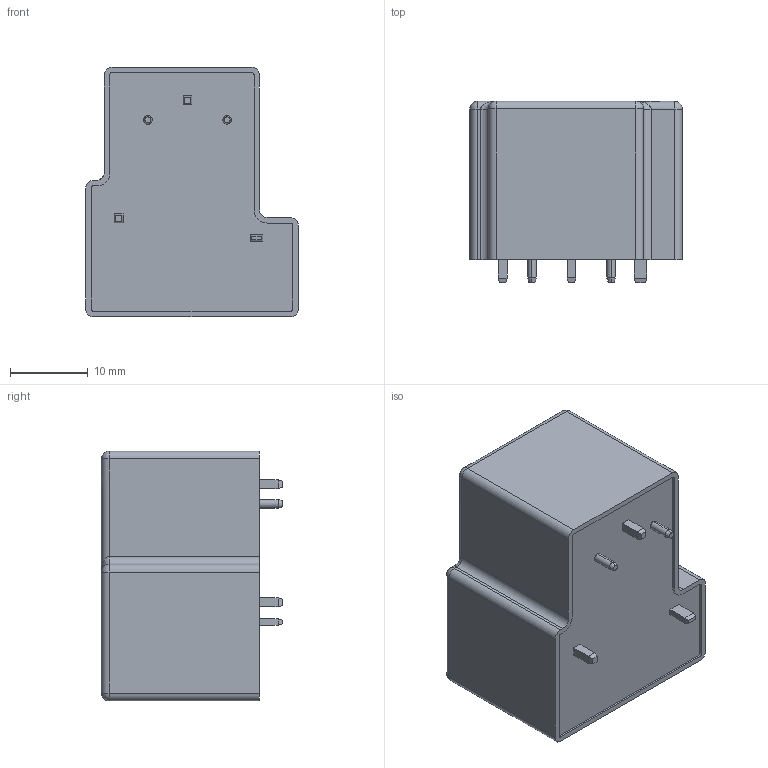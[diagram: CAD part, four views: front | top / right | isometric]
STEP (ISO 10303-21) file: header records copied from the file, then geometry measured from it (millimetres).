
FILE_DESCRIPTION (( 'STEP AP214' ), '1' );
FILE_NAME ('JQX105Fv1.STEP', '2017-11-11T05:20:13', ( '' ), ( '' ), 'SwSTEP 2.0', 'SolidWorks 2015', '' );
FILE_SCHEMA (( 'AUTOMOTIVE_DESIGN' ));
Length unit declared in the file: millimetre
Products named in the file (1): JQX105Fv1
Bounding box: 27.4 x 23.41 x 32.2 mm (x, y, z)
Volume: 15053.1 mm3; surface area: 3926.1 mm2
Topology: 6 solids, 6 shells, 489 faces, 1249 edges, 811 vertices
Faces by surface type: plane 258, bspline 181, cylinder 36, torus 5, sphere 5, cone 4
Entity records: 29295 total; most frequent: CARTESIAN_POINT 13246, ORIENTED_EDGE 2484, DIRECTION 1571, EDGE_CURVE 1242, VERTEX_POINT 811, VECTOR 803, LINE 803, EDGE_LOOP 535
